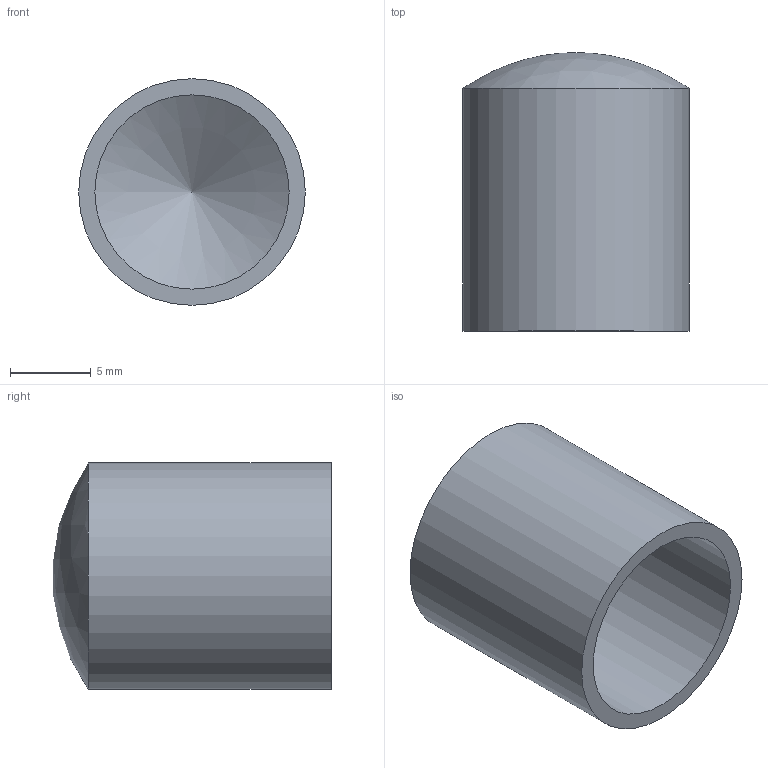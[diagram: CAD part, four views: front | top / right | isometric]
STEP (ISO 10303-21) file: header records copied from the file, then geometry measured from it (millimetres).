
FILE_DESCRIPTION(/* description */ (''),/* implementation_level */ '2;1');
FILE_NAME(/* name */ '41634.ipt.step',/* time_stamp */ '2022-07-18T12:58:53+02:00',/* author */ ('Abt. Technik'),/* organization */ (''),/* preprocessor_version */ 'ST-DEVELOPER v18.1',/* originating_system */ 'Autodesk Inventor 2022',/* authorisation */ '');
FILE_SCHEMA (('AUTOMOTIVE_DESIGN { 1 0 10303 214 3 1 1 }'));
Length unit declared in the file: millimetre
Products named in the file (1): 41634
Bounding box: 14 x 17.21 x 14 mm (x, y, z)
Volume: 1221.6 mm3; surface area: 1379.4 mm2
Topology: 1 solids, 1 shells, 5 faces, 8 edges, 5 vertices
Faces by surface type: cylinder 2, cone 1, plane 1, sphere 1
Full cylindrical faces by diameter (mm): 12 x1, 14 x1
Entity records: 156 total; most frequent: DIRECTION 23, CARTESIAN_POINT 18, ORIENTED_EDGE 14, AXIS2_PLACEMENT_3D 10, EDGE_CURVE 7, EDGE_LOOP 6, FACE_OUTER_BOUND 5, VERTEX_POINT 5
